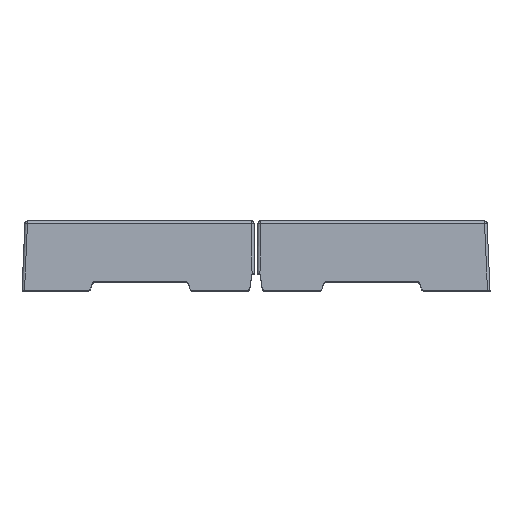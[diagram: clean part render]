
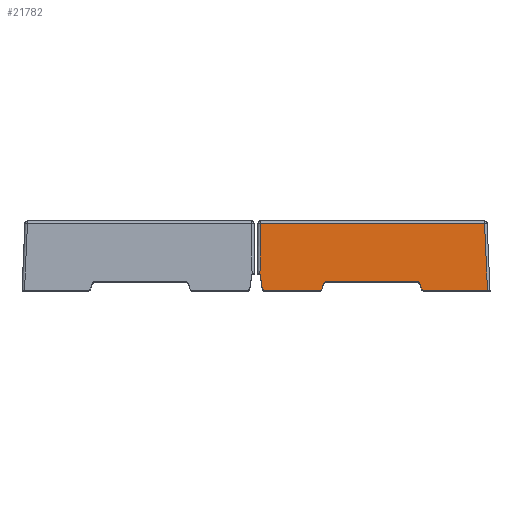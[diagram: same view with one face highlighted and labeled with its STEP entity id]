
A CAD part, top view. The second image highlights one B-rep face of the part: STEP entity #21782.
In plain terms, the highlighted face is planar.
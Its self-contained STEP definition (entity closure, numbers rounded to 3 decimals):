
#324=DIRECTION('',(1.,0.,0.));
#325=VECTOR('',#324,7.596);
#326=CARTESIAN_POINT('',(19.804,-27.7,0.));
#327=LINE('4684',#326,#325);
#334=CARTESIAN_POINT('',(27.4,-27.7,0.));
#454=DIRECTION('',(1.,0.,0.));
#455=VECTOR('',#454,6.653);
#456=CARTESIAN_POINT('',(0.943,-27.7,0.));
#457=LINE('4691',#456,#455);
#5249=CARTESIAN_POINT('',(8.028,-27.665,
0.803));
#5250=CARTESIAN_POINT('',(8.04,-27.664,
0.835));
#5251=CARTESIAN_POINT('',(8.072,-27.661,
0.89));
#5252=CARTESIAN_POINT('',(8.136,-27.659,
0.949));
#5253=CARTESIAN_POINT('',(8.213,-27.657,
0.988));
#5254=CARTESIAN_POINT('',(8.275,-27.656,1.));
#5255=CARTESIAN_POINT('',(8.31,-27.656,1.));
#5284=CARTESIAN_POINT('',(0.745,-27.693,
0.17));
#5285=CARTESIAN_POINT('',(0.749,-27.694,
0.142));
#5286=CARTESIAN_POINT('',(0.768,-27.696,
0.096));
#5287=CARTESIAN_POINT('',(0.81,-27.698,
0.046));
#5288=CARTESIAN_POINT('',(0.867,-27.7,
0.011));
#5289=CARTESIAN_POINT('',(0.914,-27.7,0.));
#5290=CARTESIAN_POINT('',(0.943,-27.7,0.));
#5292=DIRECTION('',(-0.148,0.043,0.988));
#5293=VECTOR('',#5292,1.852);
#5294=CARTESIAN_POINT('',(0.745,-27.693,
0.17));
#5295=LINE('4689',#5294,#5293);
#5296=DIRECTION('',(-0.009,-0.044,-0.999));
#5297=VECTOR('',#5296,5.919);
#5298=CARTESIAN_POINT('',(0.522,-27.355,
7.913));
#5299=LINE('3808',#5298,#5297);
#5300=DIRECTION('',(1.,0.,0.));
#5301=VECTOR('',#5300,26.532);
#5302=CARTESIAN_POINT('',(0.522,-27.355,
7.913));
#5303=LINE('3455',#5302,#5301);
#5304=DIRECTION('',(0.044,-0.044,-0.998));
#5305=VECTOR('',#5304,7.928);
#5306=CARTESIAN_POINT('',(27.055,-27.355,7.913));
#5307=LINE('3453',#5306,#5305);
#5308=CARTESIAN_POINT('',(19.616,-27.694,
0.132));
#5309=CARTESIAN_POINT('',(19.632,-27.696,
0.088));
#5310=CARTESIAN_POINT('',(19.684,-27.699,
0.028));
#5311=CARTESIAN_POINT('',(19.757,-27.7,0.));
#5312=CARTESIAN_POINT('',(19.804,-27.7,0.));
#5314=DIRECTION('',(-0.342,0.041,0.939));
#5315=VECTOR('',#5314,0.715);
#5316=CARTESIAN_POINT('',(19.616,-27.694,
0.132));
#5317=LINE('4693',#5316,#5315);
#5318=DIRECTION('',(-1.,0.,0.));
#5319=VECTOR('',#5318,10.78);
#5320=CARTESIAN_POINT('',(19.09,-27.656,1.));
#5321=LINE('3833',#5320,#5319);
#5322=DIRECTION('',(0.342,0.041,0.939));
#5323=VECTOR('',#5322,0.715);
#5324=CARTESIAN_POINT('',(7.784,-27.694,
0.132));
#5325=LINE('4695',#5324,#5323);
#5326=CARTESIAN_POINT('',(7.596,-27.7,0.));
#5327=CARTESIAN_POINT('',(7.643,-27.7,0.));
#5328=CARTESIAN_POINT('',(7.716,-27.699,
0.028));
#5329=CARTESIAN_POINT('',(7.768,-27.696,
0.088));
#5330=CARTESIAN_POINT('',(7.784,-27.694,
0.132));
#6998=CARTESIAN_POINT('',(0.471,-27.613,2.));
#9477=CARTESIAN_POINT('',(19.09,-27.656,1.));
#9478=CARTESIAN_POINT('',(19.125,-27.656,1.));
#9479=CARTESIAN_POINT('',(19.187,-27.657,
0.988));
#9480=CARTESIAN_POINT('',(19.264,-27.659,
0.949));
#9481=CARTESIAN_POINT('',(19.328,-27.661,
0.89));
#9482=CARTESIAN_POINT('',(19.36,-27.664,
0.835));
#9483=CARTESIAN_POINT('',(19.372,-27.665,
0.803));
#9942=VERTEX_POINT('',#334);
#9943=CARTESIAN_POINT('',(27.055,-27.355,7.913));
#9944=VERTEX_POINT('',#9943);
#9947=CARTESIAN_POINT('',(0.522,-27.355,
7.913));
#9948=VERTEX_POINT('',#9947);
#10379=VERTEX_POINT('',#6998);
#10429=CARTESIAN_POINT('',(19.09,-27.656,1.));
#10430=CARTESIAN_POINT('',(8.31,-27.656,1.));
#10431=VERTEX_POINT('',#10429);
#10432=VERTEX_POINT('',#10430);
#11072=VERTEX_POINT('',#9483);
#11073=VERTEX_POINT('',#5249);
#11328=VERTEX_POINT('',#5284);
#11329=VERTEX_POINT('',#5290);
#11330=VERTEX_POINT('',#5326);
#11331=VERTEX_POINT('',#5330);
#11332=VERTEX_POINT('',#5308);
#11333=VERTEX_POINT('',#5312);
#21753=CARTESIAN_POINT('',(-28.82,-27.7,0.));
#21754=DIRECTION('',(0.,-0.999,0.044));
#21755=DIRECTION('',(1.,0.,0.));
#21756=AXIS2_PLACEMENT_3D('',#21753,#21754,#21755);
#21757=PLANE('2766',#21756);
#21759=ORIENTED_EDGE('4668',*,*,#21758,.F.);
#21761=ORIENTED_EDGE('4689',*,*,#21760,.T.);
#21763=ORIENTED_EDGE('3808',*,*,#21762,.F.);
#21765=ORIENTED_EDGE('3455',*,*,#21764,.T.);
#21767=ORIENTED_EDGE('3453',*,*,#21766,.T.);
#21768=ORIENTED_EDGE('4684',*,*,#11906,.F.);
#21770=ORIENTED_EDGE('4670',*,*,#21769,.F.);
#21772=ORIENTED_EDGE('4693',*,*,#21771,.T.);
#21774=ORIENTED_EDGE('4330',*,*,#21773,.F.);
#21775=ORIENTED_EDGE('3833',*,*,#12361,.T.);
#21776=ORIENTED_EDGE('4331',*,*,#21658,.F.);
#21777=ORIENTED_EDGE('4695',*,*,#21680,.F.);
#21778=ORIENTED_EDGE('4669',*,*,#21740,.F.);
#21779=ORIENTED_EDGE('4691',*,*,#12045,.F.);
#21780=EDGE_LOOP('2766',(#21759,#21761,#21763,#21765,#21767,#21768,#21770,
#21772,#21774,#21775,#21776,#21777,#21778,#21779));
#21781=FACE_OUTER_BOUND('2766',#21780,.F.);
#21782=ADVANCED_FACE('2766',(#21781),#21757,.T.);
#5256=B_SPLINE_CURVE_WITH_KNOTS('4331',3,(#5249,#5250,#5251,#5252,#5253,#5254,
#5255),.UNSPECIFIED.,.F.,.F.,(4,1,1,1,4),(0.,0.25,0.5,0.75,1.),
.UNSPECIFIED.);
#5291=B_SPLINE_CURVE_WITH_KNOTS('4668',3,(#5284,#5285,#5286,#5287,#5288,#5289,
#5290),.UNSPECIFIED.,.F.,.F.,(4,1,1,1,4),(0.,0.25,0.5,0.75,1.),
.UNSPECIFIED.);
#5313=B_SPLINE_CURVE_WITH_KNOTS('4670',3,(#5308,#5309,#5310,#5311,#5312),
.UNSPECIFIED.,.F.,.F.,(4,1,4),(0.,0.5,1.),.UNSPECIFIED.);
#5331=B_SPLINE_CURVE_WITH_KNOTS('4669',3,(#5326,#5327,#5328,#5329,#5330),
.UNSPECIFIED.,.F.,.F.,(4,1,4),(0.,0.5,1.),.UNSPECIFIED.);
#9484=B_SPLINE_CURVE_WITH_KNOTS('4330',3,(#9477,#9478,#9479,#9480,#9481,#9482,
#9483),.UNSPECIFIED.,.F.,.F.,(4,1,1,1,4),(0.,0.25,0.5,0.75,1.),
.UNSPECIFIED.);
#11906=EDGE_CURVE('4684',#11333,#9942,#327,.T.);
#12045=EDGE_CURVE('4691',#11329,#11330,#457,.T.);
#12361=EDGE_CURVE('3833',#10431,#10432,#5321,.T.);
#21658=EDGE_CURVE('4331',#11073,#10432,#5256,.T.);
#21680=EDGE_CURVE('4695',#11331,#11073,#5325,.T.);
#21740=EDGE_CURVE('4669',#11330,#11331,#5331,.T.);
#21758=EDGE_CURVE('4668',#11328,#11329,#5291,.T.);
#21760=EDGE_CURVE('4689',#11328,#10379,#5295,.T.);
#21762=EDGE_CURVE('3808',#9948,#10379,#5299,.T.);
#21764=EDGE_CURVE('3455',#9948,#9944,#5303,.T.);
#21766=EDGE_CURVE('3453',#9944,#9942,#5307,.T.);
#21769=EDGE_CURVE('4670',#11332,#11333,#5313,.T.);
#21771=EDGE_CURVE('4693',#11332,#11072,#5317,.T.);
#21773=EDGE_CURVE('4330',#10431,#11072,#9484,.T.);
